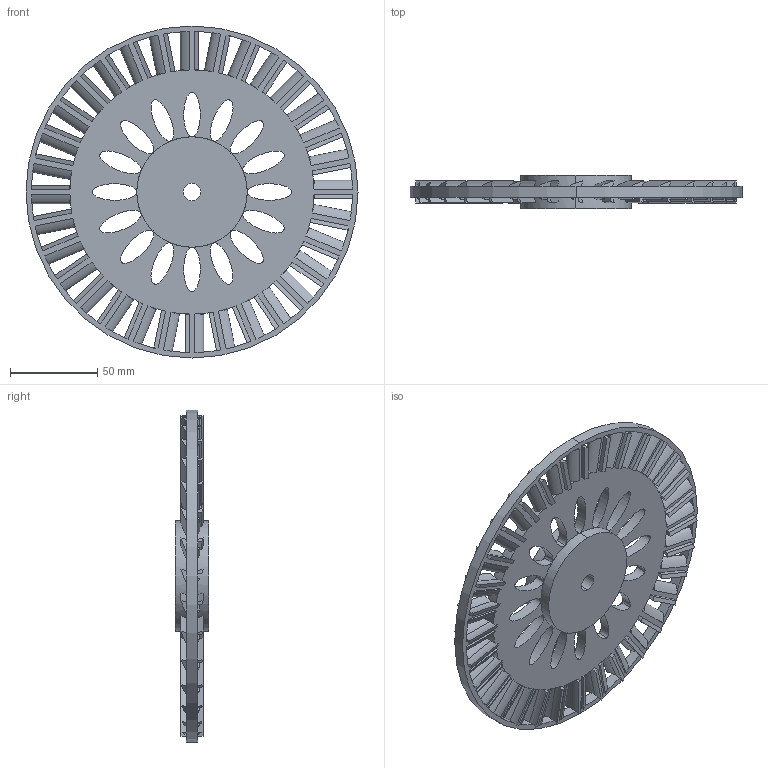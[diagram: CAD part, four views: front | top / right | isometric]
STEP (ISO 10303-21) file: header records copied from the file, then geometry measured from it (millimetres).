
FILE_DESCRIPTION (( 'STEP AP214' ), '1' );
FILE_NAME ('[TP] [Turb] Rotor19.STEP', '2024-04-05T09:59:30', ( '' ), ( '' ), 'SwSTEP 2.0', 'SolidWorks 2023', '' );
FILE_SCHEMA (( 'AUTOMOTIVE_DESIGN' ));
Length unit declared in the file: millimetre
Products named in the file (3): [TP] [Turb] Rotor19; [TP] [Turb] Rotor Disc; [TP] [Turb] Rotor Blade
Assembly tree (33 placements, depth 2):
  [TP] [Turb] Rotor19
    [TP] [Turb] Rotor Disc
    [TP] [Turb] Rotor Blade  x32
Bounding box: 190.75 x 19.05 x 190.75 mm (x, y, z)
Volume: 182778.7 mm3; surface area: 102281.5 mm2
Topology: 33 solids, 33 shells, 492 faces, 1334 edges, 861 vertices
Faces by surface type: plane 228, cylinder 136, bspline 128
Entity records: 6809 total; most frequent: CARTESIAN_POINT 1577, ORIENTED_EDGE 1112, DIRECTION 1028, EDGE_CURVE 556, AXIS2_PLACEMENT_3D 359, VERTEX_POINT 348, VECTOR 310, LINE 310
